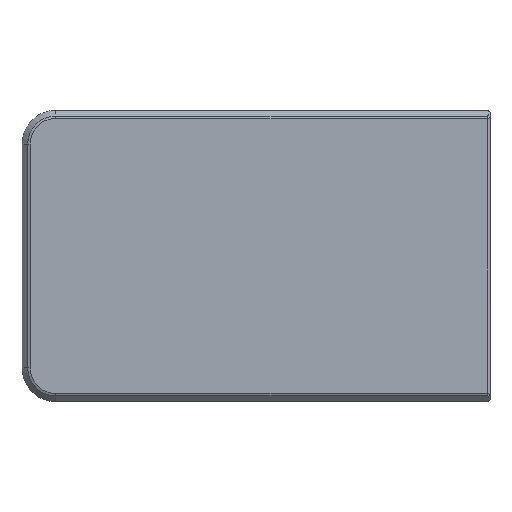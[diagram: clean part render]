
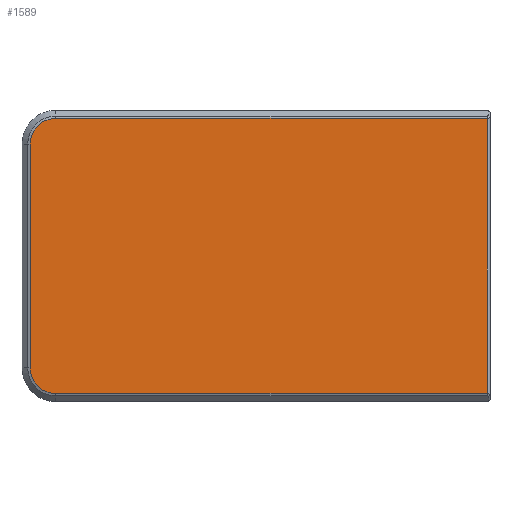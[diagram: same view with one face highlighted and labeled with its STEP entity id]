
A CAD part, top view. The second image highlights one B-rep face of the part: STEP entity #1589.
In plain terms, the highlighted planar face has unit normal (0, 0, 1).
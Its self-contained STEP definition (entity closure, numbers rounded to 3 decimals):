
#67=PLANE('',#1732);
#153=FACE_OUTER_BOUND('',#247,.T.);
#247=EDGE_LOOP('',(#1345,#1346,#1347,#1348,#1349,#1350));
#317=CIRCLE('',#1733,9.5);
#318=CIRCLE('',#1734,9.5);
#450=LINE('',#2624,#620);
#451=LINE('',#2626,#621);
#452=LINE('',#2628,#622);
#453=LINE('',#2632,#623);
#620=VECTOR('',#2083,10.);
#621=VECTOR('',#2084,10.);
#622=VECTOR('',#2085,10.);
#623=VECTOR('',#2088,10.);
#793=VERTEX_POINT('',#2622);
#794=VERTEX_POINT('',#2623);
#795=VERTEX_POINT('',#2625);
#796=VERTEX_POINT('',#2627);
#797=VERTEX_POINT('',#2629);
#798=VERTEX_POINT('',#2631);
#990=EDGE_CURVE('',#793,#794,#450,.T.);
#991=EDGE_CURVE('',#795,#793,#451,.T.);
#992=EDGE_CURVE('',#796,#795,#452,.T.);
#993=EDGE_CURVE('',#797,#796,#317,.T.);
#994=EDGE_CURVE('',#798,#797,#453,.T.);
#995=EDGE_CURVE('',#794,#798,#318,.T.);
#1345=ORIENTED_EDGE('',*,*,#990,.F.);
#1346=ORIENTED_EDGE('',*,*,#991,.F.);
#1347=ORIENTED_EDGE('',*,*,#992,.F.);
#1348=ORIENTED_EDGE('',*,*,#993,.F.);
#1349=ORIENTED_EDGE('',*,*,#994,.F.);
#1350=ORIENTED_EDGE('',*,*,#995,.F.);
#1589=ADVANCED_FACE('',(#153),#67,.T.);
#1732=AXIS2_PLACEMENT_3D('',#2621,#2081,#2082);
#1733=AXIS2_PLACEMENT_3D('',#2630,#2086,#2087);
#1734=AXIS2_PLACEMENT_3D('',#2633,#2089,#2090);
#2081=DIRECTION('center_axis',(0.,0.,1.));
#2082=DIRECTION('ref_axis',(-1.,0.,0.));
#2083=DIRECTION('',(-1.,0.,0.));
#2084=DIRECTION('',(0.,-1.,0.));
#2085=DIRECTION('',(1.,0.,0.));
#2086=DIRECTION('center_axis',(0.,0.,-1.));
#2087=DIRECTION('ref_axis',(0.,1.,0.));
#2088=DIRECTION('',(0.,1.,0.));
#2089=DIRECTION('center_axis',(0.,0.,-1.));
#2090=DIRECTION('ref_axis',(-1.,0.,0.));
#2621=CARTESIAN_POINT('Origin',(-51.25,6.5,25.635));
#2622=CARTESIAN_POINT('',(90.099,-44.5,25.635));
#2623=CARTESIAN_POINT('',(-70.,-44.5,25.635));
#2624=CARTESIAN_POINT('',(-55.938,-44.5,25.635));
#2625=CARTESIAN_POINT('',(90.099,57.5,25.635));
#2626=CARTESIAN_POINT('',(90.099,-20.5,25.635));
#2627=CARTESIAN_POINT('',(-70.,57.5,25.635));
#2628=CARTESIAN_POINT('',(-43.438,57.5,25.635));
#2629=CARTESIAN_POINT('',(-79.5,48.,25.635));
#2630=CARTESIAN_POINT('Origin',(-70.,48.,25.635));
#2631=CARTESIAN_POINT('',(-79.5,-35.,25.635));
#2632=CARTESIAN_POINT('',(-79.5,16.875,25.635));
#2633=CARTESIAN_POINT('Origin',(-70.,-35.,25.635));
